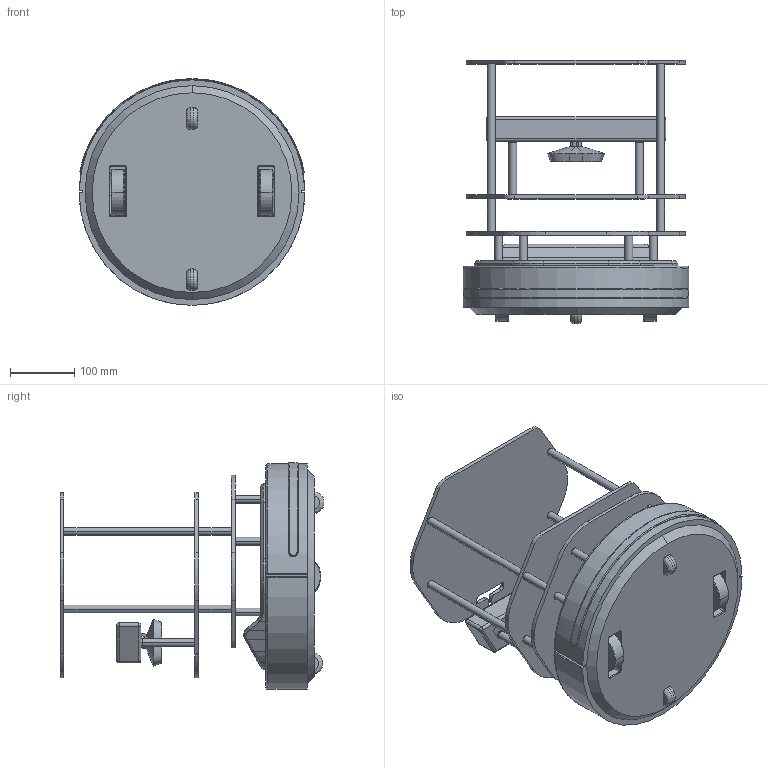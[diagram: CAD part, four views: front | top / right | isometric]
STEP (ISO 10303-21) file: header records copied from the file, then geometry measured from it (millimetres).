
FILE_DESCRIPTION((''),'2;1');
FILE_NAME('SIMPLE_MODEL_ASM','2015-05-14T',('DesignK'),(''),'PRO/ENGINEER BY PARAMETRIC TECHNOLOGY CORPORATION, 2012480','PRO/ENGINEER BY PARAMETRIC TECHNOLOGY CORPORATION, 2012480','');
FILE_SCHEMA(('CONFIG_CONTROL_DESIGN'));
Products named in the file (15): MAIN_BODY; MAIN_WHEEL_R; MAIN_WHEEL_L; 1F_POLL; 1F_STACK; 2F_POLL; 2F_STACK; 3F_POLL; 3F_STACK; KINECT_POLL; KINECT_M; XTION_POLL; XTION_BRK; XTION-PRO-CAMERA; SIMPLE_MODEL_ASM
Assembly tree (27 placements, depth 2):
  SIMPLE_MODEL_ASM
    MAIN_BODY
    MAIN_WHEEL_R
    MAIN_WHEEL_L
    1F_POLL  x6
    1F_STACK
    2F_POLL  x4
    2F_STACK
    3F_POLL  x4
    3F_STACK
    KINECT_POLL  x2
    KINECT_M
    XTION_POLL  x2
    XTION_BRK
    XTION-PRO-CAMERA
Bounding box: 349.99 x 409.54 x 352 mm (x, y, z)
Volume: 10291279.7 mm3; surface area: 976609.4 mm2
Topology: 28 solids, 28 shells, 548 faces, 1229 edges, 763 vertices
Faces by surface type: bspline 548
Entity records: 39526 total; most frequent: CARTESIAN_POINT 29826, ORIENTED_EDGE 2170, DIRECTION 1432, EDGE_CURVE 1085, VERTEX_POINT 669, VECTOR 610, LINE 610, EDGE_LOOP 490
